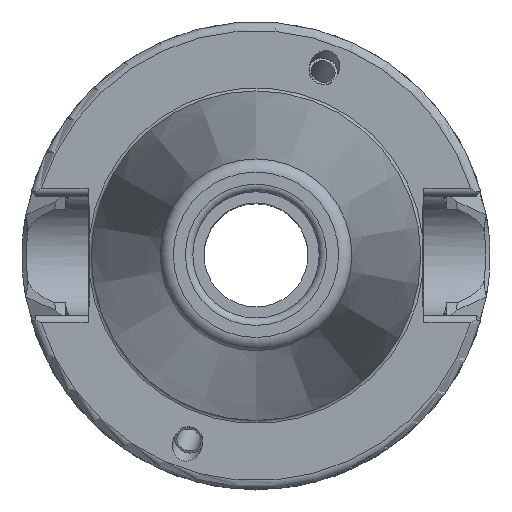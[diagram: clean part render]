
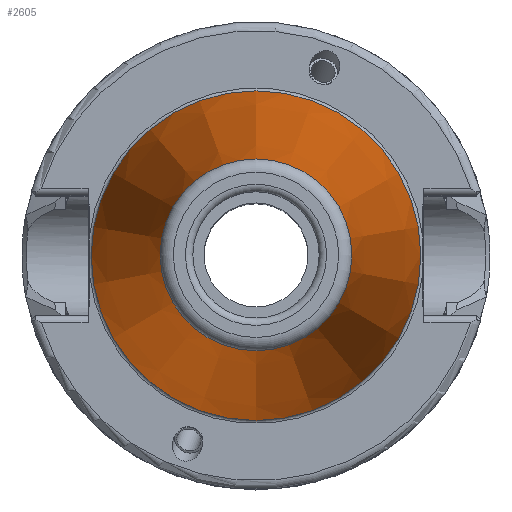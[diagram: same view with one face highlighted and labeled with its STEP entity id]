
A CAD part, top view. The second image highlights one B-rep face of the part: STEP entity #2605.
In plain terms, the highlighted conical face has half-angle 8.297 degrees and reference radius 17.554 mm.
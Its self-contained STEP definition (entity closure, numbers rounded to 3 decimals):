
#437=FACE_OUTER_BOUND('',#612,.T.);
#612=EDGE_LOOP('',(#2437,#2438,#2439,#2440,#2441));
#699=CIRCLE('',#2859,12.912);
#700=CIRCLE('',#2860,12.912);
#734=CIRCLE('',#2916,22.196);
#879=LINE('',#5421,#1024);
#1024=VECTOR('',#3642,17.554);
#1251=VERTEX_POINT('',#5322);
#1252=VERTEX_POINT('',#5324);
#1280=VERTEX_POINT('',#5417);
#1622=EDGE_CURVE('',#1251,#1252,#699,.T.);
#1623=EDGE_CURVE('',#1252,#1251,#700,.T.);
#1665=EDGE_CURVE('',#1280,#1280,#734,.T.);
#1667=EDGE_CURVE('',#1252,#1280,#879,.T.);
#2437=ORIENTED_EDGE('',*,*,#1623,.F.);
#2438=ORIENTED_EDGE('',*,*,#1667,.T.);
#2439=ORIENTED_EDGE('',*,*,#1665,.T.);
#2440=ORIENTED_EDGE('',*,*,#1667,.F.);
#2441=ORIENTED_EDGE('',*,*,#1622,.F.);
#2459=CONICAL_SURFACE('',#2917,17.554,0.145);
#2605=ADVANCED_FACE('',(#437),#2459,.T.);
#2859=AXIS2_PLACEMENT_3D('',#5325,#3515,#3516);
#2860=AXIS2_PLACEMENT_3D('',#5326,#3517,#3518);
#2916=AXIS2_PLACEMENT_3D('',#5418,#3637,#3638);
#2917=AXIS2_PLACEMENT_3D('',#5420,#3640,#3641);
#3515=DIRECTION('center_axis',(0.,0.,1.));
#3516=DIRECTION('ref_axis',(1.,0.,0.));
#3517=DIRECTION('center_axis',(0.,0.,1.));
#3518=DIRECTION('ref_axis',(1.,0.,0.));
#3637=DIRECTION('center_axis',(0.,0.,1.));
#3638=DIRECTION('ref_axis',(1.,0.,0.));
#3640=DIRECTION('center_axis',(0.,0.,-1.));
#3641=DIRECTION('ref_axis',(0.,-1.,0.));
#3642=DIRECTION('',(0.,0.144,-0.99));
#5322=CARTESIAN_POINT('',(12.912,0.,63.86));
#5324=CARTESIAN_POINT('',(0.,12.912,63.86));
#5325=CARTESIAN_POINT('Origin',(0.,0.,63.86));
#5326=CARTESIAN_POINT('Origin',(0.,0.,63.86));
#5417=CARTESIAN_POINT('',(0.,22.196,0.2));
#5418=CARTESIAN_POINT('Origin',(0.,0.,0.2));
#5420=CARTESIAN_POINT('Origin',(0.,0.,32.03));
#5421=CARTESIAN_POINT('',(0.,17.554,32.03));
